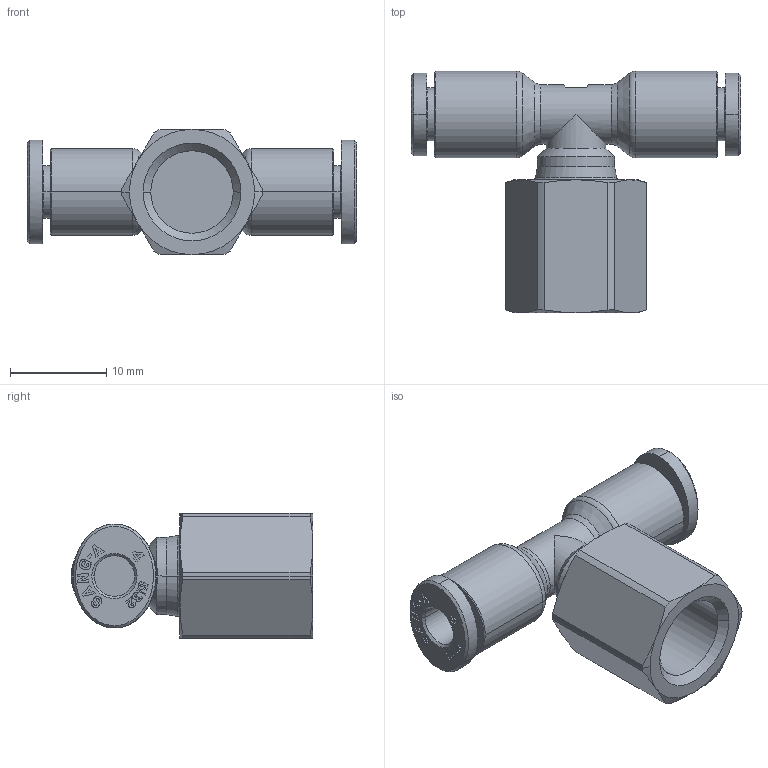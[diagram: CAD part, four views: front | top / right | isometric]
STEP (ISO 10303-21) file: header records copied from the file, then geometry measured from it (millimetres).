
FILE_DESCRIPTION((''),'2;1');
FILE_NAME('GPTF 04G01(3D).stp','2012-12-27T14:17:59',(''),(''),'Mechanical Desktop.R8.0.24.0','Mechanical Desktop.R8.0.24.0',', , ');
FILE_SCHEMA(('CONFIG_CONTROL_DESIGN'));
Length unit declared in the file: millimetre
Products named in the file (2): GPTF 04G01(3D); 睡ヶ1
Assembly tree (1 placements, depth 2):
  GPTF 04G01(3D)
    睡ヶ1
Bounding box: 34.2 x 25.1 x 13 mm (x, y, z)
Volume: 3072.5 mm3; surface area: 2748.8 mm2
Topology: 1 solids, 1 shells, 822 faces, 2300 edges, 1516 vertices
Faces by surface type: plane 672, bspline 64, cylinder 44, cone 38, torus 4
Entity records: 27527 total; most frequent: CARTESIAN_POINT 6360, ORIENTED_EDGE 4600, DIRECTION 4042, EDGE_CURVE 2300, VECTOR 2010, LINE 2010, VERTEX_POINT 1516, AXIS2_PLACEMENT_3D 1016
